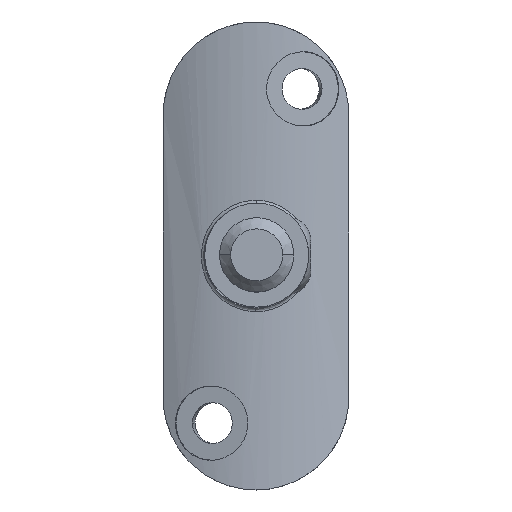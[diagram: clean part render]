
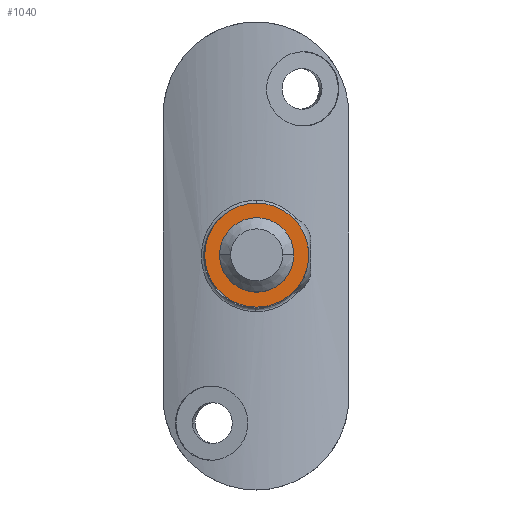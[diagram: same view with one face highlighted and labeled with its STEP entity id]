
A CAD part, top view. The second image highlights one B-rep face of the part: STEP entity #1040.
In plain terms, the highlighted planar face has unit normal (0, 0, 1).
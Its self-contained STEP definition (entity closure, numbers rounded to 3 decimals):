
#303 = DIRECTION ( 'NONE',  ( 0., 0., -1. ) ) ;
#321 = EDGE_CURVE ( 'NONE', #1916, #2589, #563, .T. ) ;
#463 = CARTESIAN_POINT ( 'NONE',  ( 0., 0., 65. ) ) ;
#543 = CARTESIAN_POINT ( 'NONE',  ( 0., 0., 65. ) ) ;
#563 = CIRCLE ( 'NONE', #3615, 4.1 ) ;
#604 = ORIENTED_EDGE ( 'NONE', *, *, #1948, .T. ) ;
#668 = DIRECTION ( 'NONE',  ( 0., 0., 1. ) ) ;
#1040 = ADVANCED_FACE ( 'NONE', ( #2774, #2461 ), #2169, .T. ) ;
#1121 = AXIS2_PLACEMENT_3D ( 'NONE', #543, #3579, #3175 ) ;
#1156 = DIRECTION ( 'NONE',  ( 0., 0., -1. ) ) ;
#1217 = AXIS2_PLACEMENT_3D ( 'NONE', #1820, #668, #1900 ) ;
#1288 = DIRECTION ( 'NONE',  ( 0., 0., 1. ) ) ;
#1394 = ORIENTED_EDGE ( 'NONE', *, *, #3410, .T. ) ;
#1523 = DIRECTION ( 'NONE',  ( -1., 0., 0. ) ) ;
#1820 = CARTESIAN_POINT ( 'NONE',  ( 0., 0., 65. ) ) ;
#1849 = EDGE_LOOP ( 'NONE', ( #2967, #2400 ) ) ;
#1900 = DIRECTION ( 'NONE',  ( 1., 0., 0. ) ) ;
#1916 = VERTEX_POINT ( 'NONE', #1975 ) ;
#1948 = EDGE_CURVE ( 'NONE', #2565, #2547, #2296, .T. ) ;
#1975 = CARTESIAN_POINT ( 'NONE',  ( -4.1, 0., 65. ) ) ;
#2169 = PLANE ( 'NONE',  #1217 ) ;
#2231 = CARTESIAN_POINT ( 'NONE',  ( 0., 0., 65. ) ) ;
#2296 = CIRCLE ( 'NONE', #3903, 7. ) ;
#2400 = ORIENTED_EDGE ( 'NONE', *, *, #2849, .T. ) ;
#2461 = FACE_BOUND ( 'NONE', #1849, .T. ) ;
#2491 = CIRCLE ( 'NONE', #1121, 7. ) ;
#2547 = VERTEX_POINT ( 'NONE', #2987 ) ;
#2565 = VERTEX_POINT ( 'NONE', #2721 ) ;
#2576 = EDGE_LOOP ( 'NONE', ( #604, #1394 ) ) ;
#2589 = VERTEX_POINT ( 'NONE', #3636 ) ;
#2612 = CIRCLE ( 'NONE', #3780, 4.1 ) ;
#2721 = CARTESIAN_POINT ( 'NONE',  ( -7., 0., 65. ) ) ;
#2774 = FACE_OUTER_BOUND ( 'NONE', #2576, .T. ) ;
#2849 = EDGE_CURVE ( 'NONE', #2589, #1916, #2612, .T. ) ;
#2967 = ORIENTED_EDGE ( 'NONE', *, *, #321, .T. ) ;
#2987 = CARTESIAN_POINT ( 'NONE',  ( 7., 0., 65. ) ) ;
#3014 = CARTESIAN_POINT ( 'NONE',  ( 0., 0., 65. ) ) ;
#3175 = DIRECTION ( 'NONE',  ( 1., 0., 0. ) ) ;
#3410 = EDGE_CURVE ( 'NONE', #2547, #2565, #2491, .T. ) ;
#3502 = DIRECTION ( 'NONE',  ( 1., 0., 0. ) ) ;
#3506 = DIRECTION ( 'NONE',  ( -1., 0., 0. ) ) ;
#3579 = DIRECTION ( 'NONE',  ( 0., 0., 1. ) ) ;
#3615 = AXIS2_PLACEMENT_3D ( 'NONE', #3014, #303, #1523 ) ;
#3636 = CARTESIAN_POINT ( 'NONE',  ( 4.1, 0., 65. ) ) ;
#3780 = AXIS2_PLACEMENT_3D ( 'NONE', #2231, #1156, #3506 ) ;
#3903 = AXIS2_PLACEMENT_3D ( 'NONE', #463, #1288, #3502 ) ;
